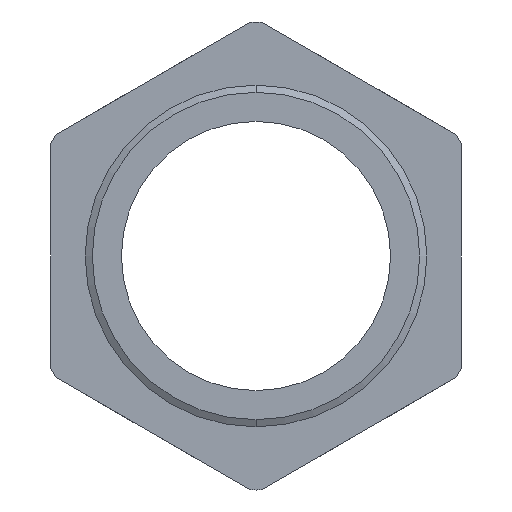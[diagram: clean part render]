
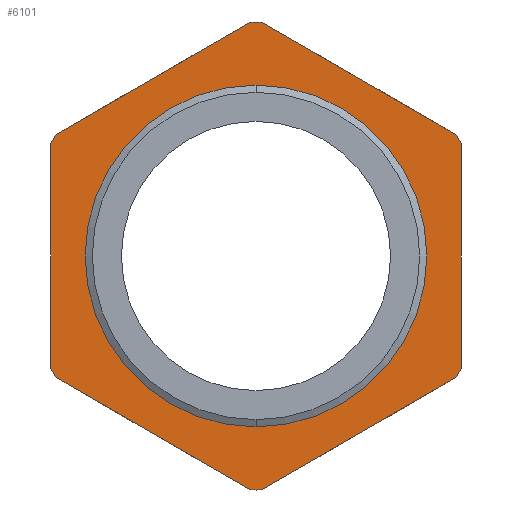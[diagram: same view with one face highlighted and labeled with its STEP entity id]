
A CAD part, front view. The second image highlights one B-rep face of the part: STEP entity #6101.
In plain terms, the highlighted planar face has unit normal (0, -1, 0).
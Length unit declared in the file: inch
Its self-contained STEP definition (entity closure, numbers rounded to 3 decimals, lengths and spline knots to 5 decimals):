
#13 = EDGE_CURVE ( 'NONE', #5854, #5590, #256, .T. ) ;
#17 = EDGE_CURVE ( 'NONE', #4376, #5878, #240, .T. ) ;
#25 = EDGE_CURVE ( 'NONE', #5590, #161, #276, .T. ) ;
#157 = EDGE_CURVE ( 'NONE', #161, #162, #557, .T. ) ;
#161 = VERTEX_POINT ( 'NONE', #547 ) ;
#162 = VERTEX_POINT ( 'NONE', #546 ) ;
#202 = CARTESIAN_POINT ( 'NONE',  ( 0., 0.23755, 0. ) ) ;
#237 = DIRECTION ( 'NONE',  ( 0., 0., 1. ) ) ;
#238 = VECTOR ( 'NONE', #237, 39.37008 ) ;
#239 = CARTESIAN_POINT ( 'NONE',  ( 0.395, 0.23755, 0. ) ) ;
#240 = LINE ( 'NONE', #239, #238 ) ;
#253 = DIRECTION ( 'NONE',  ( 0., 0., -1. ) ) ;
#254 = DIRECTION ( 'NONE',  ( 0., -1., 0. ) ) ;
#255 = AXIS2_PLACEMENT_3D ( 'NONE', #202, #254, #253 ) ;
#256 = CIRCLE ( 'NONE', #255, 0.4503 ) ;
#269 = DIRECTION ( 'NONE',  ( 0.866, 0., -0.5 ) ) ;
#270 = VECTOR ( 'NONE', #269, 39.37008 ) ;
#271 = CARTESIAN_POINT ( 'NONE',  ( 0.03875, 0.23755, -0.47848 ) ) ;
#276 = LINE ( 'NONE', #271, #270 ) ;
#546 = CARTESIAN_POINT ( 'NONE',  ( 0., 0.23755, -0.4503 ) ) ;
#547 = CARTESIAN_POINT ( 'NONE',  ( -0.01026, 0.23755, -0.45018 ) ) ;
#552 = DIRECTION ( 'NONE',  ( 0., 0., -1. ) ) ;
#553 = DIRECTION ( 'NONE',  ( 0., -1., 0. ) ) ;
#554 = CARTESIAN_POINT ( 'NONE',  ( 0., 0.23755, 0. ) ) ;
#556 = AXIS2_PLACEMENT_3D ( 'NONE', #554, #553, #552 ) ;
#557 = CIRCLE ( 'NONE', #556, 0.4503 ) ;
#721 = DIRECTION ( 'NONE',  ( 0., 0., -1. ) ) ;
#722 = VECTOR ( 'NONE', #721, 39.37008 ) ;
#723 = CARTESIAN_POINT ( 'NONE',  ( -0.395, 0.23755, 0. ) ) ;
#724 = LINE ( 'NONE', #723, #722 ) ;
#746 = EDGE_CURVE ( 'NONE', #6524, #5854, #724, .T. ) ;
#1233 = DIRECTION ( 'NONE',  ( 0., 0., -1. ) ) ;
#1234 = DIRECTION ( 'NONE',  ( 0., -1., 0. ) ) ;
#1235 = CARTESIAN_POINT ( 'NONE',  ( 0., 0.23755, 0. ) ) ;
#1236 = AXIS2_PLACEMENT_3D ( 'NONE', #1235, #1234, #1233 ) ;
#1237 = CIRCLE ( 'NONE', #1236, 0.4503 ) ;
#1272 = CARTESIAN_POINT ( 'NONE',  ( 0.395, 0.23755, -0.21621 ) ) ;
#1707 = CARTESIAN_POINT ( 'NONE',  ( 0.38474, 0.23755, -0.23398 ) ) ;
#2545 = DIRECTION ( 'NONE',  ( 0., 0., -1. ) ) ;
#2546 = DIRECTION ( 'NONE',  ( 0., -1., 0. ) ) ;
#2547 = CARTESIAN_POINT ( 'NONE',  ( 0., 0.23755, 0. ) ) ;
#2548 = AXIS2_PLACEMENT_3D ( 'NONE', #2547, #2546, #2545 ) ;
#2549 = CIRCLE ( 'NONE', #2548, 0.4503 ) ;
#3414 = CARTESIAN_POINT ( 'NONE',  ( -0.38474, 0.23755, -0.23398 ) ) ;
#3823 = EDGE_CURVE ( 'NONE', #4776, #4376, #1237, .T. ) ;
#3944 = CARTESIAN_POINT ( 'NONE',  ( -0.395, 0.23755, -0.21621 ) ) ;
#3992 = CARTESIAN_POINT ( 'NONE',  ( 0.38474, 0.23755, 0.23398 ) ) ;
#3993 = CARTESIAN_POINT ( 'NONE',  ( 0.01026, 0.23755, -0.45018 ) ) ;
#3995 = DIRECTION ( 'NONE',  ( 0., 0., -1. ) ) ;
#3996 = DIRECTION ( 'NONE',  ( 0., -1., 0. ) ) ;
#3997 = CARTESIAN_POINT ( 'NONE',  ( 0., 0.23755, 0. ) ) ;
#3998 = AXIS2_PLACEMENT_3D ( 'NONE', #3997, #3996, #3995 ) ;
#3999 = CIRCLE ( 'NONE', #3998, 0.4503 ) ;
#4028 = CARTESIAN_POINT ( 'NONE',  ( 0.395, 0.23755, 0.21621 ) ) ;
#4364 = DIRECTION ( 'NONE',  ( 0., 0., -1. ) ) ;
#4365 = DIRECTION ( 'NONE',  ( 0., -1., 0. ) ) ;
#4366 = CARTESIAN_POINT ( 'NONE',  ( 0., 0.23755, 0. ) ) ;
#4367 = AXIS2_PLACEMENT_3D ( 'NONE', #4366, #4365, #4364 ) ;
#4368 = CIRCLE ( 'NONE', #4367, 0.315 ) ;
#4376 = VERTEX_POINT ( 'NONE', #1272 ) ;
#4381 = DIRECTION ( 'NONE',  ( 0., 0., -1. ) ) ;
#4382 = DIRECTION ( 'NONE',  ( 0., -1., 0. ) ) ;
#4383 = AXIS2_PLACEMENT_3D ( 'NONE', #4385, #4382, #4381 ) ;
#4385 = CARTESIAN_POINT ( 'NONE',  ( 0.315, 0.23755, 0. ) ) ;
#4386 = PLANE ( 'NONE',  #4383 ) ;
#4387 = FACE_OUTER_BOUND ( 'NONE', #6105, .T. ) ;
#4392 = FACE_BOUND ( 'NONE', #6102, .T. ) ;
#4438 = DIRECTION ( 'NONE',  ( -0.866, 0., 0.5 ) ) ;
#4439 = VECTOR ( 'NONE', #4438, 39.37008 ) ;
#4440 = CARTESIAN_POINT ( 'NONE',  ( 0.43375, 0.23755, 0.20568 ) ) ;
#4441 = LINE ( 'NONE', #4440, #4439 ) ;
#4505 = DIRECTION ( 'NONE',  ( -0.866, 0., -0.5 ) ) ;
#4506 = VECTOR ( 'NONE', #4505, 39.37008 ) ;
#4513 = CARTESIAN_POINT ( 'NONE',  ( 0.03875, 0.23755, 0.47848 ) ) ;
#4514 = LINE ( 'NONE', #4513, #4506 ) ;
#4776 = VERTEX_POINT ( 'NONE', #1707 ) ;
#5181 = EDGE_CURVE ( 'NONE', #5878, #5865, #2549, .T. ) ;
#5590 = VERTEX_POINT ( 'NONE', #3414 ) ;
#5854 = VERTEX_POINT ( 'NONE', #3944 ) ;
#5862 = EDGE_CURVE ( 'NONE', #162, #5864, #3999, .T. ) ;
#5864 = VERTEX_POINT ( 'NONE', #3993 ) ;
#5865 = VERTEX_POINT ( 'NONE', #3992 ) ;
#5878 = VERTEX_POINT ( 'NONE', #4028 ) ;
#5997 = ORIENTED_EDGE ( 'NONE', *, *, #6509, .T. ) ;
#5999 = ORIENTED_EDGE ( 'NONE', *, *, #5862, .T. ) ;
#6000 = ORIENTED_EDGE ( 'NONE', *, *, #157, .T. ) ;
#6001 = ORIENTED_EDGE ( 'NONE', *, *, #746, .T. ) ;
#6002 = ORIENTED_EDGE ( 'NONE', *, *, #6522, .T. ) ;
#6003 = ORIENTED_EDGE ( 'NONE', *, *, #6492, .T. ) ;
#6004 = ORIENTED_EDGE ( 'NONE', *, *, #13, .T. ) ;
#6005 = ORIENTED_EDGE ( 'NONE', *, *, #25, .T. ) ;
#6006 = ORIENTED_EDGE ( 'NONE', *, *, #6535, .T. ) ;
#6007 = ORIENTED_EDGE ( 'NONE', *, *, #6471, .T. ) ;
#6101 = ADVANCED_FACE ( 'NONE', ( #4392, #4387 ), #4386, .T. ) ;
#6102 = EDGE_LOOP ( 'NONE', ( #6103, #6104 ) ) ;
#6103 = ORIENTED_EDGE ( 'NONE', *, *, #6543, .F. ) ;
#6104 = ORIENTED_EDGE ( 'NONE', *, *, #6114, .F. ) ;
#6105 = EDGE_LOOP ( 'NONE', ( #6106, #6107, #6108, #6007, #6006, #6003, #6002, #6001, #6004, #6005, #6000, #5999, #5997 ) ) ;
#6106 = ORIENTED_EDGE ( 'NONE', *, *, #3823, .T. ) ;
#6107 = ORIENTED_EDGE ( 'NONE', *, *, #17, .T. ) ;
#6108 = ORIENTED_EDGE ( 'NONE', *, *, #5181, .T. ) ;
#6114 = EDGE_CURVE ( 'NONE', #6539, #6561, #4368, .T. ) ;
#6154 = CARTESIAN_POINT ( 'NONE',  ( -0.38474, 0.23755, 0.23398 ) ) ;
#6156 = DIRECTION ( 'NONE',  ( 0.866, 0., 0.5 ) ) ;
#6157 = VECTOR ( 'NONE', #6156, 39.37008 ) ;
#6158 = CARTESIAN_POINT ( 'NONE',  ( 0.43375, 0.23755, -0.20568 ) ) ;
#6159 = LINE ( 'NONE', #6158, #6157 ) ;
#6173 = CARTESIAN_POINT ( 'NONE',  ( -0.395, 0.23755, 0.21621 ) ) ;
#6178 = DIRECTION ( 'NONE',  ( 0., 0., -1. ) ) ;
#6179 = DIRECTION ( 'NONE',  ( 0., -1., 0. ) ) ;
#6180 = CARTESIAN_POINT ( 'NONE',  ( 0., 0.23755, 0. ) ) ;
#6181 = AXIS2_PLACEMENT_3D ( 'NONE', #6180, #6179, #6178 ) ;
#6187 = CIRCLE ( 'NONE', #6181, 0.4503 ) ;
#6203 = DIRECTION ( 'NONE',  ( 0., 0., -1. ) ) ;
#6204 = DIRECTION ( 'NONE',  ( 0., -1., 0. ) ) ;
#6205 = CARTESIAN_POINT ( 'NONE',  ( 0., 0.23755, 0. ) ) ;
#6206 = AXIS2_PLACEMENT_3D ( 'NONE', #6205, #6204, #6203 ) ;
#6207 = CIRCLE ( 'NONE', #6206, 0.315 ) ;
#6208 = CARTESIAN_POINT ( 'NONE',  ( 0., 0.23755, 0.315 ) ) ;
#6219 = DIRECTION ( 'NONE',  ( 0., 0., -1. ) ) ;
#6220 = DIRECTION ( 'NONE',  ( 0., -1., 0. ) ) ;
#6221 = CARTESIAN_POINT ( 'NONE',  ( 0., 0.23755, 0. ) ) ;
#6222 = AXIS2_PLACEMENT_3D ( 'NONE', #6221, #6220, #6219 ) ;
#6223 = CIRCLE ( 'NONE', #6222, 0.4503 ) ;
#6232 = CARTESIAN_POINT ( 'NONE',  ( -0.01026, 0.23755, 0.45018 ) ) ;
#6240 = CARTESIAN_POINT ( 'NONE',  ( 0., 0.23755, -0.315 ) ) ;
#6304 = CARTESIAN_POINT ( 'NONE',  ( 0.01026, 0.23755, 0.45018 ) ) ;
#6471 = EDGE_CURVE ( 'NONE', #5865, #6595, #4441, .T. ) ;
#6492 = EDGE_CURVE ( 'NONE', #6564, #6512, #4514, .T. ) ;
#6509 = EDGE_CURVE ( 'NONE', #5864, #4776, #6159, .T. ) ;
#6512 = VERTEX_POINT ( 'NONE', #6154 ) ;
#6522 = EDGE_CURVE ( 'NONE', #6512, #6524, #6187, .T. ) ;
#6524 = VERTEX_POINT ( 'NONE', #6173 ) ;
#6535 = EDGE_CURVE ( 'NONE', #6595, #6564, #6223, .T. ) ;
#6539 = VERTEX_POINT ( 'NONE', #6208 ) ;
#6543 = EDGE_CURVE ( 'NONE', #6561, #6539, #6207, .T. ) ;
#6561 = VERTEX_POINT ( 'NONE', #6240 ) ;
#6564 = VERTEX_POINT ( 'NONE', #6232 ) ;
#6595 = VERTEX_POINT ( 'NONE', #6304 ) ;
